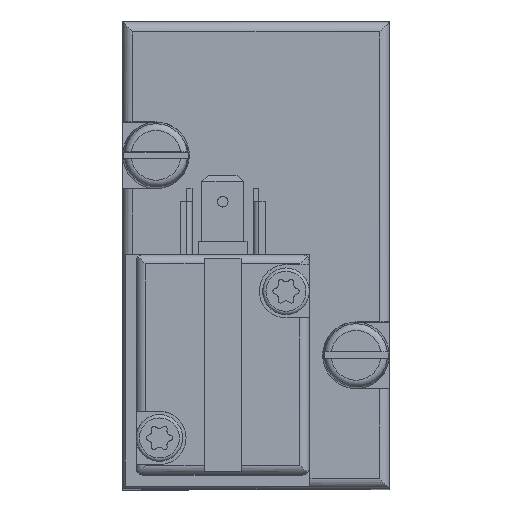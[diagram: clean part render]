
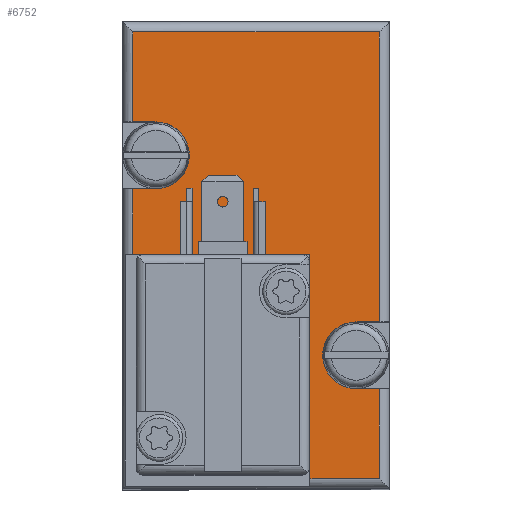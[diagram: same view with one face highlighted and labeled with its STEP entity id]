
A CAD part, top view. The second image highlights one B-rep face of the part: STEP entity #6752.
In plain terms, the highlighted face is planar.
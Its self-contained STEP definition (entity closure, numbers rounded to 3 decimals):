
#311=CIRCLE('',#8142,5.);
#312=CIRCLE('',#8143,5.);
#665=ORIENTED_EDGE('',*,*,#2653,.F.);
#666=ORIENTED_EDGE('',*,*,#2654,.T.);
#667=ORIENTED_EDGE('',*,*,#2655,.F.);
#668=ORIENTED_EDGE('',*,*,#2656,.F.);
#669=ORIENTED_EDGE('',*,*,#2657,.F.);
#670=ORIENTED_EDGE('',*,*,#2658,.F.);
#671=ORIENTED_EDGE('',*,*,#2659,.F.);
#672=ORIENTED_EDGE('',*,*,#2660,.F.);
#673=ORIENTED_EDGE('',*,*,#2661,.T.);
#674=ORIENTED_EDGE('',*,*,#2662,.F.);
#675=ORIENTED_EDGE('',*,*,#2663,.F.);
#676=ORIENTED_EDGE('',*,*,#2664,.F.);
#677=ORIENTED_EDGE('',*,*,#2665,.T.);
#678=ORIENTED_EDGE('',*,*,#2666,.F.);
#2653=EDGE_CURVE('',#3647,#3648,#4336,.T.);
#2654=EDGE_CURVE('',#3647,#3649,#4337,.T.);
#2655=EDGE_CURVE('',#3650,#3649,#4338,.T.);
#2656=EDGE_CURVE('',#3651,#3650,#4339,.T.);
#2657=EDGE_CURVE('',#3652,#3651,#311,.F.);
#2658=EDGE_CURVE('',#3653,#3652,#4340,.T.);
#2659=EDGE_CURVE('',#3654,#3653,#4341,.T.);
#2660=EDGE_CURVE('',#3655,#3654,#4342,.T.);
#2661=EDGE_CURVE('',#3655,#3656,#4343,.T.);
#2662=EDGE_CURVE('',#3657,#3656,#4344,.T.);
#2663=EDGE_CURVE('',#3658,#3657,#312,.F.);
#2664=EDGE_CURVE('',#3659,#3658,#4345,.T.);
#2665=EDGE_CURVE('',#3659,#3660,#4346,.T.);
#2666=EDGE_CURVE('',#3648,#3660,#4347,.T.);
#3647=VERTEX_POINT('',#11067);
#3648=VERTEX_POINT('',#11068);
#3649=VERTEX_POINT('',#11070);
#3650=VERTEX_POINT('',#11072);
#3651=VERTEX_POINT('',#11074);
#3652=VERTEX_POINT('',#11076);
#3653=VERTEX_POINT('',#11078);
#3654=VERTEX_POINT('',#11080);
#3655=VERTEX_POINT('',#11082);
#3656=VERTEX_POINT('',#11084);
#3657=VERTEX_POINT('',#11086);
#3658=VERTEX_POINT('',#11088);
#3659=VERTEX_POINT('',#11090);
#3660=VERTEX_POINT('',#11092);
#4336=LINE('',#11066,#4920);
#4337=LINE('',#11069,#4921);
#4338=LINE('',#11071,#4922);
#4339=LINE('',#11073,#4923);
#4340=LINE('',#11077,#4924);
#4341=LINE('',#11079,#4925);
#4342=LINE('',#11081,#4926);
#4343=LINE('',#11083,#4927);
#4344=LINE('',#11085,#4928);
#4345=LINE('',#11089,#4929);
#4346=LINE('',#11091,#4930);
#4347=LINE('',#11093,#4931);
#4920=VECTOR('',#8924,1000.);
#4921=VECTOR('',#8925,1000.);
#4922=VECTOR('',#8926,1000.);
#4923=VECTOR('',#8927,1000.);
#4924=VECTOR('',#8930,1000.);
#4925=VECTOR('',#8931,1000.);
#4926=VECTOR('',#8932,1000.);
#4927=VECTOR('',#8933,1000.);
#4928=VECTOR('',#8934,1000.);
#4929=VECTOR('',#8937,1000.);
#4930=VECTOR('',#8938,1000.);
#4931=VECTOR('',#8939,1000.);
#5504=EDGE_LOOP('',(#665,#666,#667,#668,#669,#670,#671,#672,#673,#674,#675,
#676,#677,#678));
#6020=FACE_BOUND('',#5504,.T.);
#6549=PLANE('',#8141);
#6752=ADVANCED_FACE('',(#6020),#6549,.F.);
#8141=AXIS2_PLACEMENT_3D('',#11065,#8922,#8923);
#8142=AXIS2_PLACEMENT_3D('',#11075,#8928,#8929);
#8143=AXIS2_PLACEMENT_3D('',#11087,#8935,#8936);
#8922=DIRECTION('',(0.,1.,0.));
#8923=DIRECTION('',(0.,0.,1.));
#8924=DIRECTION('',(1.,0.,0.));
#8925=DIRECTION('',(0.,0.,-1.));
#8926=DIRECTION('',(-1.,0.,0.));
#8927=DIRECTION('',(0.,0.,-1.));
#8928=DIRECTION('',(0.,1.,0.));
#8929=DIRECTION('',(0.,0.,1.));
#8930=DIRECTION('',(0.,0.,1.));
#8931=DIRECTION('',(-1.,0.,0.));
#8932=DIRECTION('',(0.,0.,-1.));
#8933=DIRECTION('',(-1.,0.,0.));
#8934=DIRECTION('',(0.,0.,1.));
#8935=DIRECTION('',(0.,1.,0.));
#8936=DIRECTION('',(0.,0.,1.));
#8937=DIRECTION('',(0.,0.,-1.));
#8938=DIRECTION('',(-1.,0.,0.));
#8939=DIRECTION('',(0.,0.,1.));
#11065=CARTESIAN_POINT('',(70.,-61.5,18.5));
#11066=CARTESIAN_POINT('',(70.,-61.5,-8.1));
#11067=CARTESIAN_POINT('',(1.5,-61.5,-8.1));
#11068=CARTESIAN_POINT('',(35.1,-61.5,-8.1));
#11069=CARTESIAN_POINT('',(1.5,-61.5,20.));
#11070=CARTESIAN_POINT('',(1.5,-61.5,-18.5));
#11071=CARTESIAN_POINT('',(70.,-61.5,-18.5));
#11072=CARTESIAN_POINT('',(15.,-61.5,-18.5));
#11073=CARTESIAN_POINT('',(15.,-61.5,18.5));
#11074=CARTESIAN_POINT('',(15.,-61.5,-15.));
#11075=CARTESIAN_POINT('',(20.,-61.5,-15.));
#11076=CARTESIAN_POINT('',(25.,-61.5,-15.));
#11077=CARTESIAN_POINT('',(25.,-61.5,18.5));
#11078=CARTESIAN_POINT('',(25.,-61.5,-18.5));
#11079=CARTESIAN_POINT('',(70.,-61.5,-18.5));
#11080=CARTESIAN_POINT('',(68.5,-61.5,-18.5));
#11081=CARTESIAN_POINT('',(68.5,-61.5,20.));
#11082=CARTESIAN_POINT('',(68.5,-61.5,18.5));
#11083=CARTESIAN_POINT('',(70.,-61.5,18.5));
#11084=CARTESIAN_POINT('',(55.,-61.5,18.5));
#11085=CARTESIAN_POINT('',(55.,-61.5,18.5));
#11086=CARTESIAN_POINT('',(55.,-61.5,15.));
#11087=CARTESIAN_POINT('',(50.,-61.5,15.));
#11088=CARTESIAN_POINT('',(45.,-61.5,15.));
#11089=CARTESIAN_POINT('',(45.,-61.5,18.5));
#11090=CARTESIAN_POINT('',(45.,-61.5,18.5));
#11091=CARTESIAN_POINT('',(70.,-61.5,18.5));
#11092=CARTESIAN_POINT('',(35.1,-61.5,18.5));
#11093=CARTESIAN_POINT('',(35.1,-61.5,18.5));
